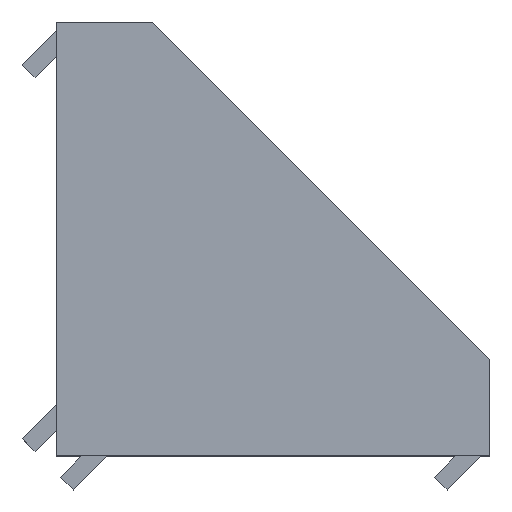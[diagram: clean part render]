
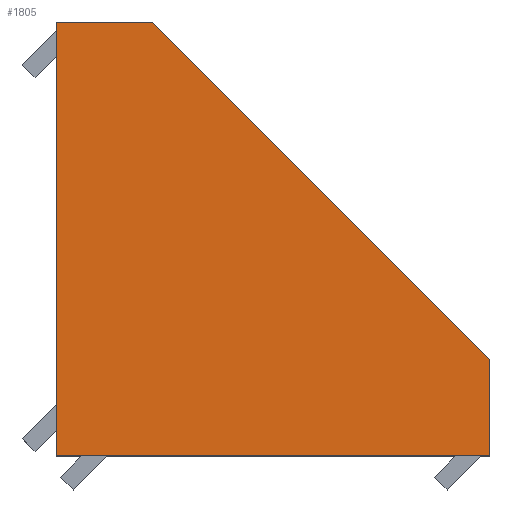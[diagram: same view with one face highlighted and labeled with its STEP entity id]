
A CAD part, top view. The second image highlights one B-rep face of the part: STEP entity #1805.
In plain terms, the highlighted planar face has unit normal (0, 0, 1).
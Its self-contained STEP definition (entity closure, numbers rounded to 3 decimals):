
#74 = ORIENTED_EDGE ( 'NONE', *, *, #531, .T. ) ;
#199 = ORIENTED_EDGE ( 'NONE', *, *, #2420, .T. ) ;
#256 = DIRECTION ( 'NONE',  ( -0.707, 0.707, 0. ) ) ;
#266 = EDGE_LOOP ( 'NONE', ( #199, #470, #74, #2332, #1498 ) ) ;
#319 = EDGE_CURVE ( 'NONE', #1486, #1556, #1637, .T. ) ;
#442 = VECTOR ( 'NONE', #596, 1000. ) ;
#470 = ORIENTED_EDGE ( 'NONE', *, *, #1949, .T. ) ;
#491 = LINE ( 'NONE', #935, #1884 ) ;
#531 = EDGE_CURVE ( 'NONE', #1454, #896, #912, .T. ) ;
#543 = CARTESIAN_POINT ( 'NONE',  ( 0., 0., 38. ) ) ;
#576 = DIRECTION ( 'NONE',  ( 0., -1., 0. ) ) ;
#596 = DIRECTION ( 'NONE',  ( -1., 0., 0. ) ) ;
#603 = VERTEX_POINT ( 'NONE', #839 ) ;
#624 = CARTESIAN_POINT ( 'NONE',  ( 8., 36., 38. ) ) ;
#640 = AXIS2_PLACEMENT_3D ( 'NONE', #1932, #677, #1953 ) ;
#677 = DIRECTION ( 'NONE',  ( 0., 0., 1. ) ) ;
#753 = VECTOR ( 'NONE', #1596, 1000. ) ;
#839 = CARTESIAN_POINT ( 'NONE',  ( 36., 0., 38. ) ) ;
#896 = VERTEX_POINT ( 'NONE', #1844 ) ;
#912 = LINE ( 'NONE', #624, #2325 ) ;
#935 = CARTESIAN_POINT ( 'NONE',  ( 36., 0., 38. ) ) ;
#1139 = CARTESIAN_POINT ( 'NONE',  ( 0., 36., 38. ) ) ;
#1248 = CARTESIAN_POINT ( 'NONE',  ( 0., 0., 38. ) ) ;
#1309 = CARTESIAN_POINT ( 'NONE',  ( 36., 8., 38. ) ) ;
#1327 = LINE ( 'NONE', #1248, #753 ) ;
#1454 = VERTEX_POINT ( 'NONE', #1309 ) ;
#1486 = VERTEX_POINT ( 'NONE', #1139 ) ;
#1498 = ORIENTED_EDGE ( 'NONE', *, *, #319, .T. ) ;
#1526 = CARTESIAN_POINT ( 'NONE',  ( 0., 36., 38. ) ) ;
#1556 = VERTEX_POINT ( 'NONE', #2038 ) ;
#1596 = DIRECTION ( 'NONE',  ( 1., 0., 0. ) ) ;
#1600 = PLANE ( 'NONE',  #640 ) ;
#1609 = EDGE_CURVE ( 'NONE', #896, #1486, #1615, .T. ) ;
#1615 = LINE ( 'NONE', #1526, #442 ) ;
#1637 = LINE ( 'NONE', #543, #2331 ) ;
#1805 = ADVANCED_FACE ( 'NONE', ( #2188 ), #1600, .T. ) ;
#1844 = CARTESIAN_POINT ( 'NONE',  ( 8., 36., 38. ) ) ;
#1884 = VECTOR ( 'NONE', #2008, 1000. ) ;
#1932 = CARTESIAN_POINT ( 'NONE',  ( 36., 0., 38. ) ) ;
#1949 = EDGE_CURVE ( 'NONE', #603, #1454, #491, .T. ) ;
#1953 = DIRECTION ( 'NONE',  ( 1., 0., 0. ) ) ;
#2008 = DIRECTION ( 'NONE',  ( 0., 1., 0. ) ) ;
#2038 = CARTESIAN_POINT ( 'NONE',  ( 0., 0., 38. ) ) ;
#2188 = FACE_OUTER_BOUND ( 'NONE', #266, .T. ) ;
#2325 = VECTOR ( 'NONE', #256, 1000. ) ;
#2331 = VECTOR ( 'NONE', #576, 1000. ) ;
#2332 = ORIENTED_EDGE ( 'NONE', *, *, #1609, .T. ) ;
#2420 = EDGE_CURVE ( 'NONE', #1556, #603, #1327, .T. ) ;
